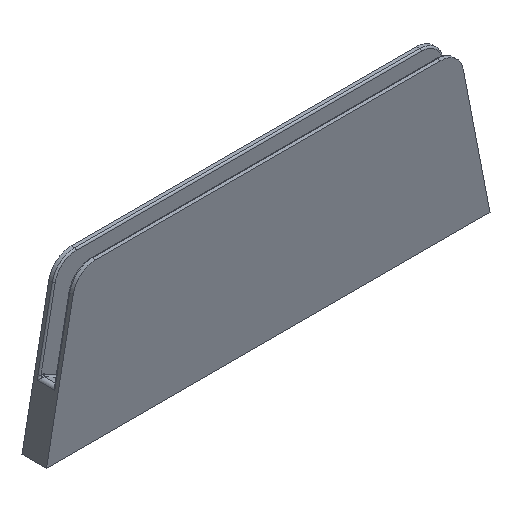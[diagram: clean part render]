
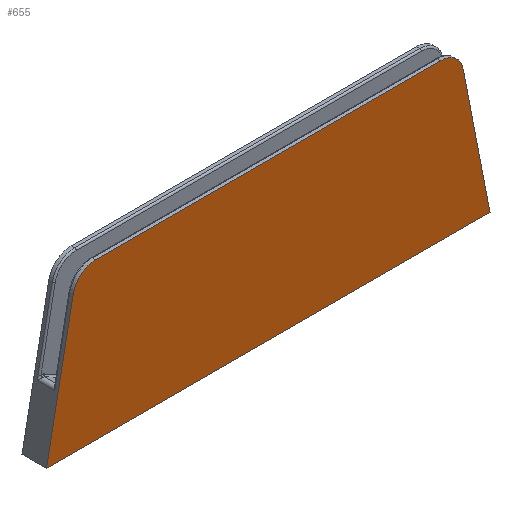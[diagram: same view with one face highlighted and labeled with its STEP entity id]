
A CAD part, isometric view. The second image highlights one B-rep face of the part: STEP entity #655.
In plain terms, the highlighted planar face has unit normal (0, -1, 0).
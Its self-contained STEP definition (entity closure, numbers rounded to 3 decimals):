
#24 = VERTEX_POINT('',#25);
#25 = CARTESIAN_POINT('',(-127.533,-8.,87.862));
#32 = PLANE('',#33);
#33 = AXIS2_PLACEMENT_3D('',#34,#35,#36);
#34 = CARTESIAN_POINT('',(-145.,8.,-2.));
#35 = DIRECTION('',(-0.982,0.,0.191));
#36 = DIRECTION('',(0.191,0.,0.982));
#44 = CYLINDRICAL_SURFACE('',#45,15.);
#45 = AXIS2_PLACEMENT_3D('',#46,#47,#48);
#46 = CARTESIAN_POINT('',(-112.808,8.,85.));
#47 = DIRECTION('',(0.,1.,0.));
#48 = DIRECTION('',(1.,0.,0.));
#520 = VERTEX_POINT('',#521);
#521 = CARTESIAN_POINT('',(-145.,-8.,-2.));
#535 = PLANE('',#536);
#536 = AXIS2_PLACEMENT_3D('',#537,#538,#539);
#537 = CARTESIAN_POINT('',(0.,0.,-2.));
#538 = DIRECTION('',(-0.,0.,-1.));
#539 = DIRECTION('',(0.,-1.,0.));
#547 = EDGE_CURVE('',#520,#24,#548,.T.);
#548 = SURFACE_CURVE('',#549,(#553,#560),.PCURVE_S1.);
#549 = LINE('',#550,#551);
#550 = CARTESIAN_POINT('',(-145.,-8.,-2.));
#551 = VECTOR('',#552,1.);
#552 = DIRECTION('',(0.191,0.,0.982));
#553 = PCURVE('',#32,#554);
#554 = DEFINITIONAL_REPRESENTATION('',(#555),#559);
#555 = LINE('',#556,#557);
#556 = CARTESIAN_POINT('',(0.,-16.));
#557 = VECTOR('',#558,1.);
#558 = DIRECTION('',(1.,0.));
#559 = ( GEOMETRIC_REPRESENTATION_CONTEXT(2) 
PARAMETRIC_REPRESENTATION_CONTEXT() REPRESENTATION_CONTEXT('2D SPACE',''
  ) );
#560 = PCURVE('',#561,#566);
#561 = PLANE('',#562);
#562 = AXIS2_PLACEMENT_3D('',#563,#564,#565);
#563 = CARTESIAN_POINT('',(0.,-8.,45.636));
#564 = DIRECTION('',(0.,-1.,0.));
#565 = DIRECTION('',(0.,0.,-1.));
#566 = DEFINITIONAL_REPRESENTATION('',(#567),#571);
#567 = LINE('',#568,#569);
#568 = CARTESIAN_POINT('',(47.636,-145.));
#569 = VECTOR('',#570,1.);
#570 = DIRECTION('',(-0.982,0.191));
#571 = ( GEOMETRIC_REPRESENTATION_CONTEXT(2) 
PARAMETRIC_REPRESENTATION_CONTEXT() REPRESENTATION_CONTEXT('2D SPACE',''
  ) );
#607 = VERTEX_POINT('',#608);
#608 = CARTESIAN_POINT('',(-112.808,-8.,100.));
#622 = PLANE('',#623);
#623 = AXIS2_PLACEMENT_3D('',#624,#625,#626);
#624 = CARTESIAN_POINT('',(0.,0.,100.)
  );
#625 = DIRECTION('',(0.,0.,1.));
#626 = DIRECTION('',(1.,0.,0.));
#634 = EDGE_CURVE('',#607,#24,#635,.T.);
#635 = SURFACE_CURVE('',#636,(#641,#648),.PCURVE_S1.);
#636 = CIRCLE('',#637,15.);
#637 = AXIS2_PLACEMENT_3D('',#638,#639,#640);
#638 = CARTESIAN_POINT('',(-112.808,-8.,85.));
#639 = DIRECTION('',(0.,-1.,0.));
#640 = DIRECTION('',(1.,0.,0.));
#641 = PCURVE('',#44,#642);
#642 = DEFINITIONAL_REPRESENTATION('',(#643),#647);
#643 = LINE('',#644,#645);
#644 = CARTESIAN_POINT('',(-0.,-16.));
#645 = VECTOR('',#646,1.);
#646 = DIRECTION('',(-1.,0.));
#647 = ( GEOMETRIC_REPRESENTATION_CONTEXT(2) 
PARAMETRIC_REPRESENTATION_CONTEXT() REPRESENTATION_CONTEXT('2D SPACE',''
  ) );
#648 = PCURVE('',#561,#649);
#649 = DEFINITIONAL_REPRESENTATION('',(#650),#654);
#650 = CIRCLE('',#651,15.);
#651 = AXIS2_PLACEMENT_2D('',#652,#653);
#652 = CARTESIAN_POINT('',(-39.364,-112.808));
#653 = DIRECTION('',(0.,1.));
#654 = ( GEOMETRIC_REPRESENTATION_CONTEXT(2) 
PARAMETRIC_REPRESENTATION_CONTEXT() REPRESENTATION_CONTEXT('2D SPACE',''
  ) );
#655 = ADVANCED_FACE('',(#656),#561,.T.);
#656 = FACE_BOUND('',#657,.T.);
#657 = EDGE_LOOP('',(#658,#659,#682,#710,#743,#764));
#658 = ORIENTED_EDGE('',*,*,#547,.F.);
#659 = ORIENTED_EDGE('',*,*,#660,.T.);
#660 = EDGE_CURVE('',#520,#661,#663,.T.);
#661 = VERTEX_POINT('',#662);
#662 = CARTESIAN_POINT('',(145.,-8.,-2.));
#663 = SURFACE_CURVE('',#664,(#668,#675),.PCURVE_S1.);
#664 = LINE('',#665,#666);
#665 = CARTESIAN_POINT('',(0.,-8.,-2.));
#666 = VECTOR('',#667,1.);
#667 = DIRECTION('',(1.,0.,0.));
#668 = PCURVE('',#561,#669);
#669 = DEFINITIONAL_REPRESENTATION('',(#670),#674);
#670 = LINE('',#671,#672);
#671 = CARTESIAN_POINT('',(47.636,0.));
#672 = VECTOR('',#673,1.);
#673 = DIRECTION('',(0.,1.));
#674 = ( GEOMETRIC_REPRESENTATION_CONTEXT(2) 
PARAMETRIC_REPRESENTATION_CONTEXT() REPRESENTATION_CONTEXT('2D SPACE',''
  ) );
#675 = PCURVE('',#535,#676);
#676 = DEFINITIONAL_REPRESENTATION('',(#677),#681);
#677 = LINE('',#678,#679);
#678 = CARTESIAN_POINT('',(8.,0.));
#679 = VECTOR('',#680,1.);
#680 = DIRECTION('',(0.,-1.));
#681 = ( GEOMETRIC_REPRESENTATION_CONTEXT(2) 
PARAMETRIC_REPRESENTATION_CONTEXT() REPRESENTATION_CONTEXT('2D SPACE',''
  ) );
#682 = ORIENTED_EDGE('',*,*,#683,.T.);
#683 = EDGE_CURVE('',#661,#684,#686,.T.);
#684 = VERTEX_POINT('',#685);
#685 = CARTESIAN_POINT('',(127.533,-8.,87.862));
#686 = SURFACE_CURVE('',#687,(#691,#698),.PCURVE_S1.);
#687 = LINE('',#688,#689);
#688 = CARTESIAN_POINT('',(145.,-8.,-2.));
#689 = VECTOR('',#690,1.);
#690 = DIRECTION('',(-0.191,0.,0.982)
  );
#691 = PCURVE('',#561,#692);
#692 = DEFINITIONAL_REPRESENTATION('',(#693),#697);
#693 = LINE('',#694,#695);
#694 = CARTESIAN_POINT('',(47.636,145.));
#695 = VECTOR('',#696,1.);
#696 = DIRECTION('',(-0.982,-0.191));
#697 = ( GEOMETRIC_REPRESENTATION_CONTEXT(2) 
PARAMETRIC_REPRESENTATION_CONTEXT() REPRESENTATION_CONTEXT('2D SPACE',''
  ) );
#698 = PCURVE('',#699,#704);
#699 = PLANE('',#700);
#700 = AXIS2_PLACEMENT_3D('',#701,#702,#703);
#701 = CARTESIAN_POINT('',(145.,8.,-2.));
#702 = DIRECTION('',(0.982,0.,0.191));
#703 = DIRECTION('',(0.191,0.,-0.982)
  );
#704 = DEFINITIONAL_REPRESENTATION('',(#705),#709);
#705 = LINE('',#706,#707);
#706 = CARTESIAN_POINT('',(-0.,-16.));
#707 = VECTOR('',#708,1.);
#708 = DIRECTION('',(-1.,0.));
#709 = ( GEOMETRIC_REPRESENTATION_CONTEXT(2) 
PARAMETRIC_REPRESENTATION_CONTEXT() REPRESENTATION_CONTEXT('2D SPACE',''
  ) );
#710 = ORIENTED_EDGE('',*,*,#711,.F.);
#711 = EDGE_CURVE('',#712,#684,#714,.T.);
#712 = VERTEX_POINT('',#713);
#713 = CARTESIAN_POINT('',(112.808,-8.,100.));
#714 = SURFACE_CURVE('',#715,(#720,#731),.PCURVE_S1.);
#715 = CIRCLE('',#716,15.);
#716 = AXIS2_PLACEMENT_3D('',#717,#718,#719);
#717 = CARTESIAN_POINT('',(112.808,-8.,85.));
#718 = DIRECTION('',(0.,1.,0.));
#719 = DIRECTION('',(-1.,0.,-0.));
#720 = PCURVE('',#561,#721);
#721 = DEFINITIONAL_REPRESENTATION('',(#722),#730);
#722 = ( BOUNDED_CURVE() B_SPLINE_CURVE(2,(#723,#724,#725,#726,#727,#728
,#729),.UNSPECIFIED.,.T.,.F.) B_SPLINE_CURVE_WITH_KNOTS((1,2,2,2,2,1),(
    -2.094,0.,2.094,4.189,6.283,
8.378),.UNSPECIFIED.) CURVE() GEOMETRIC_REPRESENTATION_ITEM() 
RATIONAL_B_SPLINE_CURVE((1.,0.5,1.,0.5,1.,0.5,1.)) REPRESENTATION_ITEM(
  '') );
#723 = CARTESIAN_POINT('',(-39.364,97.808));
#724 = CARTESIAN_POINT('',(-65.345,97.808));
#725 = CARTESIAN_POINT('',(-52.355,120.308));
#726 = CARTESIAN_POINT('',(-39.364,142.808));
#727 = CARTESIAN_POINT('',(-26.374,120.308));
#728 = CARTESIAN_POINT('',(-13.383,97.808));
#729 = CARTESIAN_POINT('',(-39.364,97.808));
#730 = ( GEOMETRIC_REPRESENTATION_CONTEXT(2) 
PARAMETRIC_REPRESENTATION_CONTEXT() REPRESENTATION_CONTEXT('2D SPACE',''
  ) );
#731 = PCURVE('',#732,#737);
#732 = CYLINDRICAL_SURFACE('',#733,15.);
#733 = AXIS2_PLACEMENT_3D('',#734,#735,#736);
#734 = CARTESIAN_POINT('',(112.808,8.,85.));
#735 = DIRECTION('',(0.,1.,0.));
#736 = DIRECTION('',(-1.,-0.,-0.));
#737 = DEFINITIONAL_REPRESENTATION('',(#738),#742);
#738 = LINE('',#739,#740);
#739 = CARTESIAN_POINT('',(0.,-16.));
#740 = VECTOR('',#741,1.);
#741 = DIRECTION('',(1.,0.));
#742 = ( GEOMETRIC_REPRESENTATION_CONTEXT(2) 
PARAMETRIC_REPRESENTATION_CONTEXT() REPRESENTATION_CONTEXT('2D SPACE',''
  ) );
#743 = ORIENTED_EDGE('',*,*,#744,.T.);
#744 = EDGE_CURVE('',#712,#607,#745,.T.);
#745 = SURFACE_CURVE('',#746,(#750,#757),.PCURVE_S1.);
#746 = LINE('',#747,#748);
#747 = CARTESIAN_POINT('',(112.808,-8.,100.));
#748 = VECTOR('',#749,1.);
#749 = DIRECTION('',(-1.,0.,0.));
#750 = PCURVE('',#561,#751);
#751 = DEFINITIONAL_REPRESENTATION('',(#752),#756);
#752 = LINE('',#753,#754);
#753 = CARTESIAN_POINT('',(-54.364,112.808));
#754 = VECTOR('',#755,1.);
#755 = DIRECTION('',(0.,-1.));
#756 = ( GEOMETRIC_REPRESENTATION_CONTEXT(2) 
PARAMETRIC_REPRESENTATION_CONTEXT() REPRESENTATION_CONTEXT('2D SPACE',''
  ) );
#757 = PCURVE('',#622,#758);
#758 = DEFINITIONAL_REPRESENTATION('',(#759),#763);
#759 = LINE('',#760,#761);
#760 = CARTESIAN_POINT('',(112.808,-8.));
#761 = VECTOR('',#762,1.);
#762 = DIRECTION('',(-1.,0.));
#763 = ( GEOMETRIC_REPRESENTATION_CONTEXT(2) 
PARAMETRIC_REPRESENTATION_CONTEXT() REPRESENTATION_CONTEXT('2D SPACE',''
  ) );
#764 = ORIENTED_EDGE('',*,*,#634,.T.);
